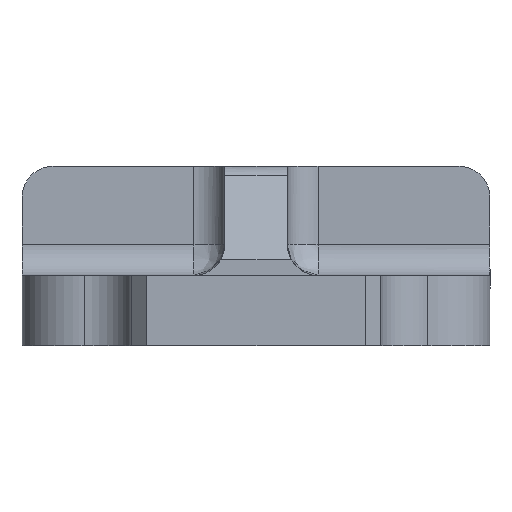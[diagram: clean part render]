
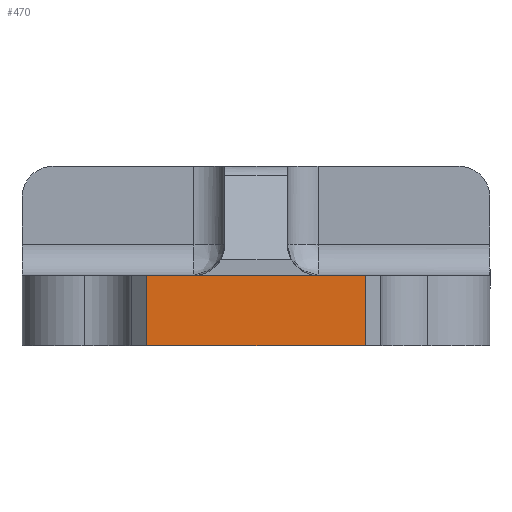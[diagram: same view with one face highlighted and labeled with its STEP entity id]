
A CAD part, front view. The second image highlights one B-rep face of the part: STEP entity #470.
In plain terms, the highlighted free-form (B-spline) face has degree [1, 1] with [2, 2] control points.
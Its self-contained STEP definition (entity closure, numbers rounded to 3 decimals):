
#165 = EDGE_CURVE('',#166,#168,#170,.T.);
#166 = VERTEX_POINT('',#167);
#167 = CARTESIAN_POINT('',(-8.565,-31.813,
    5.506));
#168 = VERTEX_POINT('',#169);
#169 = CARTESIAN_POINT('',(8.565,-31.813,5.506
    ));
#170 = B_SPLINE_CURVE_WITH_KNOTS('',1,(#171,#172),.UNSPECIFIED.,.F.,.F.,
  (2,2),(1.,15.),.PIECEWISE_BEZIER_KNOTS.);
#171 = CARTESIAN_POINT('',(-8.565,-31.813,
    5.506));
#172 = CARTESIAN_POINT('',(8.565,-31.813,5.506
    ));
#370 = VERTEX_POINT('',#371);
#371 = CARTESIAN_POINT('',(8.565,-31.813,0.));
#376 = EDGE_CURVE('',#377,#370,#379,.T.);
#377 = VERTEX_POINT('',#378);
#378 = CARTESIAN_POINT('',(-8.565,-31.813,0.));
#379 = B_SPLINE_CURVE_WITH_KNOTS('',1,(#380,#381),.UNSPECIFIED.,.F.,.F.,
  (2,2),(1.,15.),.PIECEWISE_BEZIER_KNOTS.);
#380 = CARTESIAN_POINT('',(-8.565,-31.813,0.));
#381 = CARTESIAN_POINT('',(8.565,-31.813,0.));
#470 = ADVANCED_FACE('',(#471),#485,.F.);
#471 = FACE_BOUND('',#472,.T.);
#472 = EDGE_LOOP('',(#473,#474,#479,#480));
#473 = ORIENTED_EDGE('',*,*,#376,.T.);
#474 = ORIENTED_EDGE('',*,*,#475,.T.);
#475 = EDGE_CURVE('',#370,#168,#476,.T.);
#476 = B_SPLINE_CURVE_WITH_KNOTS('',1,(#477,#478),.UNSPECIFIED.,.F.,.F.,
  (2,2),(-4.5,0.),.PIECEWISE_BEZIER_KNOTS.);
#477 = CARTESIAN_POINT('',(8.565,-31.813,0.));
#478 = CARTESIAN_POINT('',(8.565,-31.813,5.506
    ));
#479 = ORIENTED_EDGE('',*,*,#165,.F.);
#480 = ORIENTED_EDGE('',*,*,#481,.T.);
#481 = EDGE_CURVE('',#166,#377,#482,.T.);
#482 = B_SPLINE_CURVE_WITH_KNOTS('',1,(#483,#484),.UNSPECIFIED.,.F.,.F.,
  (2,2),(0.,4.5),.PIECEWISE_BEZIER_KNOTS.);
#483 = CARTESIAN_POINT('',(-8.565,-31.813,
    5.506));
#484 = CARTESIAN_POINT('',(-8.565,-31.813,0.));
#485 = B_SPLINE_SURFACE_WITH_KNOTS('',1,1,(
    (#486,#487)
    ,(#488,#489
    )),.UNSPECIFIED.,.F.,.F.,.F.,(2,2),(2,2),(-4.5,0.),(1.,15.),
  .PIECEWISE_BEZIER_KNOTS.);
#486 = CARTESIAN_POINT('',(-8.565,-31.813,0.));
#487 = CARTESIAN_POINT('',(8.565,-31.813,0.));
#488 = CARTESIAN_POINT('',(-8.565,-31.813,
    5.506));
#489 = CARTESIAN_POINT('',(8.565,-31.813,5.506
    ));
